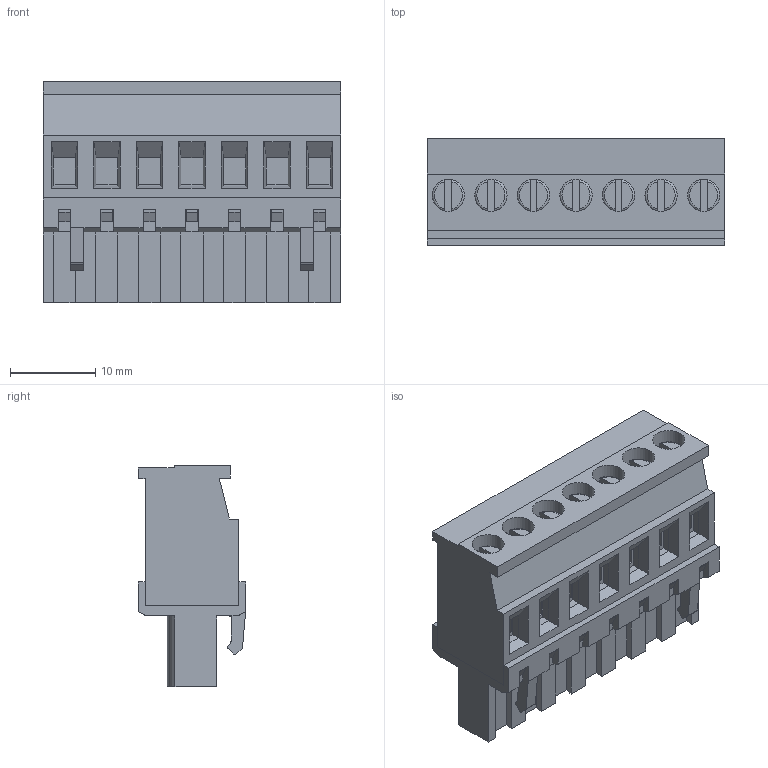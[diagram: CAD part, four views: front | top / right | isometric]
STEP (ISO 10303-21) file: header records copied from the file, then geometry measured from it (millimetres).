
FILE_DESCRIPTION( ( 'Unknown' ), '1' );
FILE_NAME( '691351700007.stp', 'Unknown', ( 'Unknown' ), ( 'Unknown' ), 'PSStep 18.0.17', 'Unknown', ' ' );
FILE_SCHEMA( ( 'AUTOMOTIVE_DESIGN { 1 0 10303 214 1 1 1 1 }' ) );
Length unit declared in the file: millimetre
Products named in the file (6): Assem1; 6913517000xx_CAGE; 6913517000xx_PIN; 6913517000xx_VIS; 691351700007; 691351700007_BAS
Assembly tree (23 placements, depth 2):
  Assem1
    6913517000xx_CAGE  x7
    6913517000xx_PIN  x7
    6913517000xx_VIS  x7
    691351700007
    691351700007_BAS
Bounding box: 35 x 12.6 x 26 mm (x, y, z)
Volume: 5307.1 mm3; surface area: 12387 mm2
Topology: 23 solids, 23 shells, 1407 faces, 3940 edges, 2570 vertices
Faces by surface type: plane 1096, cylinder 269, torus 28, cone 14
Full cylindrical faces by diameter (mm): 1.6 x7, 2.2 x7, 2.9 x21, 3 x7, 3.8 x14
Entity records: 33014 total; most frequent: CARTESIAN_POINT 4691, ORIENTED_EDGE 4604, DIRECTION 4160, EDGE_CURVE 2302, LINE 2134, VECTOR 2134, VERTEX_POINT 1520, AXIS2_PLACEMENT_3D 1013
